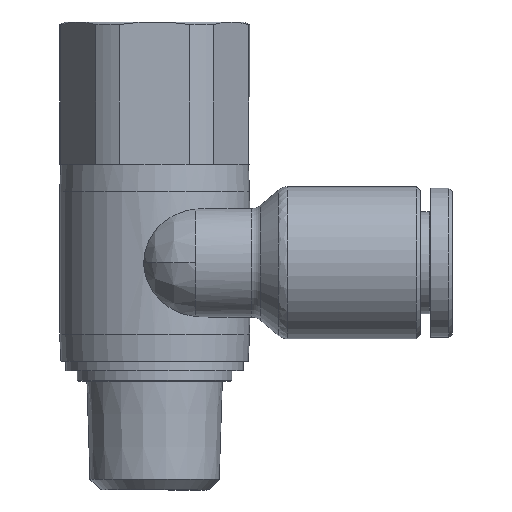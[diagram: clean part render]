
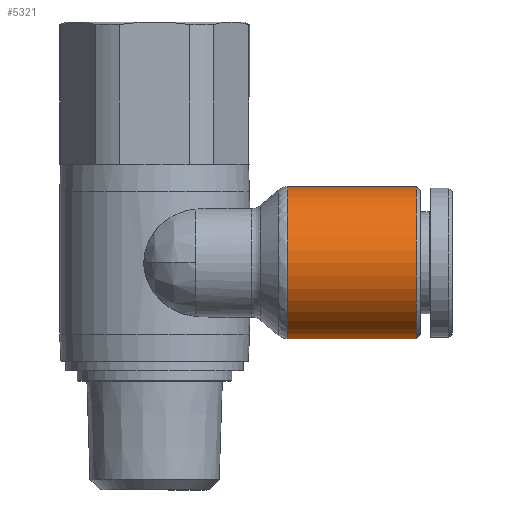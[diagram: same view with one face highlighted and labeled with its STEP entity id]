
A CAD part, front view. The second image highlights one B-rep face of the part: STEP entity #5321.
In plain terms, the highlighted cylindrical face has radius 5.6 mm (diameter 11.2 mm), a partial arc.
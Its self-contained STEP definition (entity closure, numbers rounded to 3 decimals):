
#248 = VERTEX_POINT ( 'NONE', #3351 ) ;
#638 = DIRECTION ( 'NONE',  ( 0., 0., -1. ) ) ;
#863 = CARTESIAN_POINT ( 'NONE',  ( -14.7, 11.4, 5.6 ) ) ;
#1241 = CARTESIAN_POINT ( 'NONE',  ( -20.3, 11.4, 5.6 ) ) ;
#1299 = FACE_OUTER_BOUND ( 'NONE', #4318, .T. ) ;
#2060 = AXIS2_PLACEMENT_3D ( 'NONE', #3874, #2343, #12648 ) ;
#2343 = DIRECTION ( 'NONE',  ( 1., 0., 0. ) ) ;
#2614 = DIRECTION ( 'NONE',  ( -1., 0., 0. ) ) ;
#3351 = CARTESIAN_POINT ( 'NONE',  ( -10.765, 11.4, 5.6 ) ) ;
#3874 = CARTESIAN_POINT ( 'NONE',  ( -14.7, 11.4, 0. ) ) ;
#3883 = DIRECTION ( 'NONE',  ( 0., 0., -1. ) ) ;
#3979 = CIRCLE ( 'NONE', #4511, 5.6 ) ;
#4216 = ORIENTED_EDGE ( 'NONE', *, *, #6693, .T. ) ;
#4318 = EDGE_LOOP ( 'NONE', ( #4647, #9506, #4216, #10903 ) ) ;
#4511 = AXIS2_PLACEMENT_3D ( 'NONE', #11034, #8124, #638 ) ;
#4647 = ORIENTED_EDGE ( 'NONE', *, *, #6555, .T. ) ;
#4848 = VERTEX_POINT ( 'NONE', #18032 ) ;
#5321 = ADVANCED_FACE ( 'NONE', ( #1299 ), #17652, .T. ) ;
#6555 = EDGE_CURVE ( 'NONE', #4848, #10463, #3979, .T. ) ;
#6693 = EDGE_CURVE ( 'NONE', #248, #12374, #8344, .T. ) ;
#6798 = VECTOR ( 'NONE', #9864, 1000. ) ;
#6838 = CARTESIAN_POINT ( 'NONE',  ( -10.765, 11.4, 0. ) ) ;
#8124 = DIRECTION ( 'NONE',  ( 1., 0., 0. ) ) ;
#8344 = CIRCLE ( 'NONE', #9964, 5.6 ) ;
#9506 = ORIENTED_EDGE ( 'NONE', *, *, #10430, .T. ) ;
#9864 = DIRECTION ( 'NONE',  ( 1., 0., 0. ) ) ;
#9964 = AXIS2_PLACEMENT_3D ( 'NONE', #6838, #2614, #3883 ) ;
#10430 = EDGE_CURVE ( 'NONE', #10463, #248, #15796, .T. ) ;
#10463 = VERTEX_POINT ( 'NONE', #1241 ) ;
#10903 = ORIENTED_EDGE ( 'NONE', *, *, #15039, .F. ) ;
#11034 = CARTESIAN_POINT ( 'NONE',  ( -20.3, 11.4, 0. ) ) ;
#12374 = VERTEX_POINT ( 'NONE', #14524 ) ;
#12648 = DIRECTION ( 'NONE',  ( 0., 0., -1. ) ) ;
#14524 = CARTESIAN_POINT ( 'NONE',  ( -10.765, 11.4, -5.6 ) ) ;
#15039 = EDGE_CURVE ( 'NONE', #4848, #12374, #15182, .T. ) ;
#15182 = LINE ( 'NONE', #18048, #15641 ) ;
#15641 = VECTOR ( 'NONE', #16642, 1000. ) ;
#15796 = LINE ( 'NONE', #863, #6798 ) ;
#16642 = DIRECTION ( 'NONE',  ( 1., 0., 0. ) ) ;
#17652 = CYLINDRICAL_SURFACE ( 'NONE', #2060, 5.6 ) ;
#18032 = CARTESIAN_POINT ( 'NONE',  ( -20.3, 11.4, -5.6 ) ) ;
#18048 = CARTESIAN_POINT ( 'NONE',  ( -14.7, 11.4, -5.6 ) ) ;
